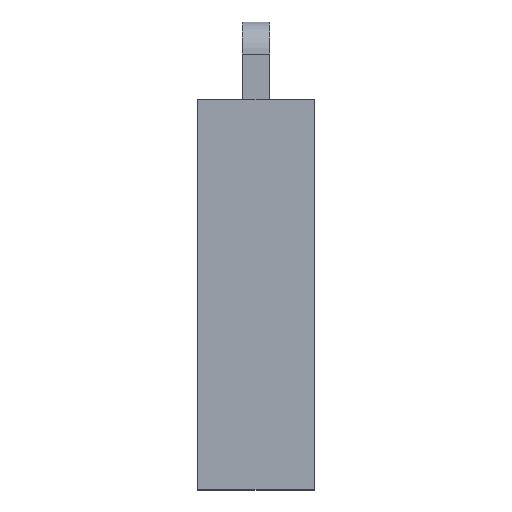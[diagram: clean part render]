
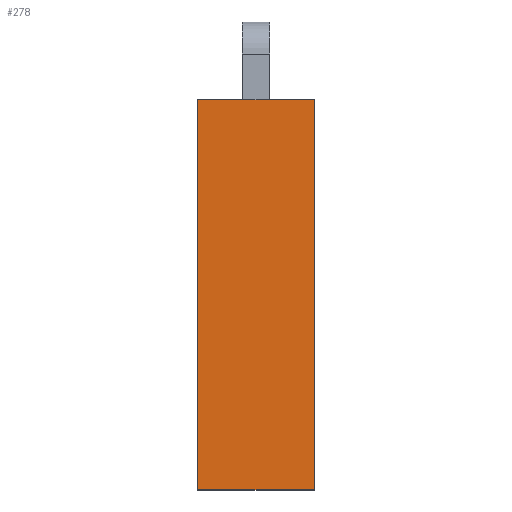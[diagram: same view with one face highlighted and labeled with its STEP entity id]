
A CAD part, top view. The second image highlights one B-rep face of the part: STEP entity #278.
In plain terms, the highlighted planar face has unit normal (0, 0, 1).
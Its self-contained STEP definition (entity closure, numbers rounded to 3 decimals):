
#278=ADVANCED_FACE('',(#844),#846,.T.);
#844=FACE_BOUND('',#845,.T.);
#845=EDGE_LOOP('',(#1293,#1294,#1295,#1296));
#846=PLANE('',#847);
#847=AXIS2_PLACEMENT_3D('',#848,#849,#850);
#848=CARTESIAN_POINT('',(1.27,-1.5,2.54));
#849=DIRECTION('',(0.,0.,1.));
#850=DIRECTION('',(-1.,0.,0.));
#1293=ORIENTED_EDGE('',*,*,#1604,.T.);
#1294=ORIENTED_EDGE('',*,*,#1573,.T.);
#1295=ORIENTED_EDGE('',*,*,#1599,.F.);
#1296=ORIENTED_EDGE('',*,*,#1580,.F.);
#1573=EDGE_CURVE('',#1801,#1799,#1802,.T.);
#1580=EDGE_CURVE('',#1811,#1813,#1814,.T.);
#1599=EDGE_CURVE('',#1813,#1799,#1843,.T.);
#1604=EDGE_CURVE('',#1811,#1801,#1852,.T.);
#1799=VERTEX_POINT('',#2225);
#1801=VERTEX_POINT('',#2229);
#1802=LINE('',#2230,#2231);
#1811=VERTEX_POINT('',#2251);
#1813=VERTEX_POINT('',#2255);
#1814=LINE('',#2256,#2257);
#1843=LINE('',#2323,#2324);
#1852=LINE('',#2342,#2343);
#2225=CARTESIAN_POINT('',(-1.27,-10.,2.54));
#2229=CARTESIAN_POINT('',(-1.27,-1.5,2.54));
#2230=CARTESIAN_POINT('',(-1.27,-1.5,2.54));
#2231=VECTOR('',#2232,1.);
#2232=DIRECTION('',(0.,-1.,0.));
#2251=CARTESIAN_POINT('',(1.27,-1.5,2.54));
#2255=CARTESIAN_POINT('',(1.27,-10.,2.54));
#2256=CARTESIAN_POINT('',(1.27,-1.5,2.54));
#2257=VECTOR('',#2258,1.);
#2258=DIRECTION('',(0.,-1.,0.));
#2323=CARTESIAN_POINT('',(1.27,-10.,2.54));
#2324=VECTOR('',#2325,1.);
#2325=DIRECTION('',(-1.,0.,0.));
#2342=CARTESIAN_POINT('',(1.27,-1.5,2.54));
#2343=VECTOR('',#2344,1.);
#2344=DIRECTION('',(-1.,0.,0.));
